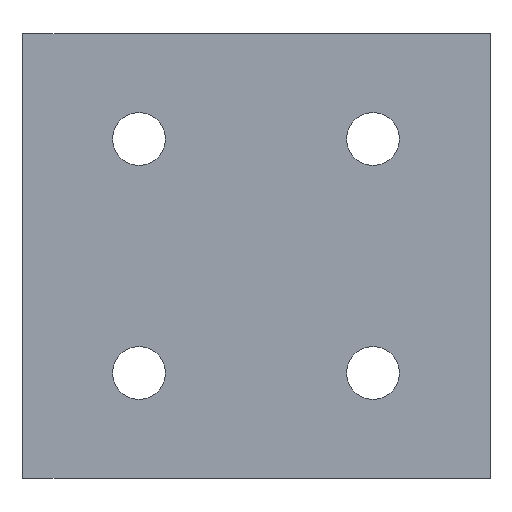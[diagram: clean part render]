
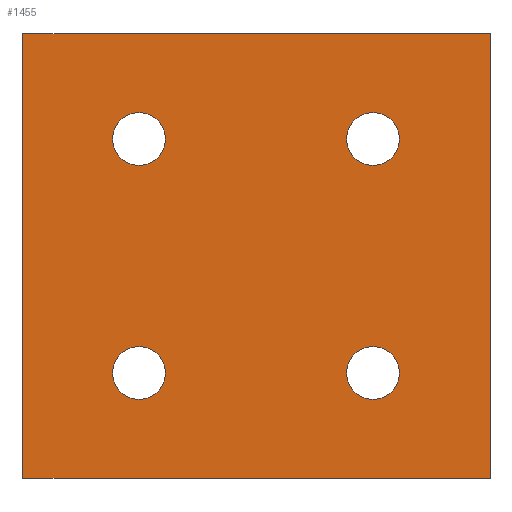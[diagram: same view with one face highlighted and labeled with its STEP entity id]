
A CAD part, front view. The second image highlights one B-rep face of the part: STEP entity #1455.
In plain terms, the highlighted planar face has unit normal (0, -1, 0).
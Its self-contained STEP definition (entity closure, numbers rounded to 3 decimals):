
#28 = ORIENTED_EDGE ( 'NONE', *, *, #621, .T. ) ;
#38 = ORIENTED_EDGE ( 'NONE', *, *, #812, .T. ) ;
#64 = CARTESIAN_POINT ( 'NONE',  ( 15.5, 0., 20. ) ) ;
#68 = DIRECTION ( 'NONE',  ( 1., 0., 0. ) ) ;
#101 = AXIS2_PLACEMENT_3D ( 'NONE', #1301, #335, #2023 ) ;
#182 = VERTEX_POINT ( 'NONE', #1503 ) ;
#200 = LINE ( 'NONE', #747, #382 ) ;
#205 = CIRCLE ( 'NONE', #837, 4.5 ) ;
#238 = DIRECTION ( 'NONE',  ( 0., 1., 0. ) ) ;
#273 = AXIS2_PLACEMENT_3D ( 'NONE', #1949, #238, #1467 ) ;
#282 = FACE_BOUND ( 'NONE', #2309, .T. ) ;
#287 = CARTESIAN_POINT ( 'NONE',  ( 80., 0., -38. ) ) ;
#297 = AXIS2_PLACEMENT_3D ( 'NONE', #3064, #3081, #808 ) ;
#335 = DIRECTION ( 'NONE',  ( 0., 1., 0. ) ) ;
#354 = CIRCLE ( 'NONE', #2764, 4.5 ) ;
#361 = DIRECTION ( 'NONE',  ( 0., 0., 1. ) ) ;
#368 = AXIS2_PLACEMENT_3D ( 'NONE', #1175, #929, #2892 ) ;
#382 = VECTOR ( 'NONE', #2195, 1000. ) ;
#470 = VERTEX_POINT ( 'NONE', #520 ) ;
#505 = EDGE_CURVE ( 'NONE', #689, #470, #738, .T. ) ;
#511 = VERTEX_POINT ( 'NONE', #64 ) ;
#520 = CARTESIAN_POINT ( 'NONE',  ( 64.5, 0., -20. ) ) ;
#556 = CARTESIAN_POINT ( 'NONE',  ( 24.5, 0., -20. ) ) ;
#582 = EDGE_CURVE ( 'NONE', #636, #1762, #205, .T. ) ;
#590 = FACE_OUTER_BOUND ( 'NONE', #1862, .T. ) ;
#599 = VECTOR ( 'NONE', #68, 1000. ) ;
#621 = EDGE_CURVE ( 'NONE', #511, #3006, #3143, .T. ) ;
#636 = VERTEX_POINT ( 'NONE', #1511 ) ;
#689 = VERTEX_POINT ( 'NONE', #2651 ) ;
#700 = CIRCLE ( 'NONE', #273, 4.5 ) ;
#728 = ORIENTED_EDGE ( 'NONE', *, *, #2194, .T. ) ;
#738 = CIRCLE ( 'NONE', #101, 4.5 ) ;
#747 = CARTESIAN_POINT ( 'NONE',  ( 80., 0., 38. ) ) ;
#792 = DIRECTION ( 'NONE',  ( 0., 0., -1. ) ) ;
#808 = DIRECTION ( 'NONE',  ( 0., 0., 1. ) ) ;
#812 = EDGE_CURVE ( 'NONE', #1762, #636, #2907, .T. ) ;
#818 = VERTEX_POINT ( 'NONE', #831 ) ;
#831 = CARTESIAN_POINT ( 'NONE',  ( 80., 0., 38. ) ) ;
#837 = AXIS2_PLACEMENT_3D ( 'NONE', #3144, #1690, #1936 ) ;
#877 = CARTESIAN_POINT ( 'NONE',  ( 0., 0., 38. ) ) ;
#929 = DIRECTION ( 'NONE',  ( 0., 1., 0. ) ) ;
#983 = CARTESIAN_POINT ( 'NONE',  ( 20., 0., -20. ) ) ;
#995 = EDGE_LOOP ( 'NONE', ( #1749, #1080 ) ) ;
#1019 = CARTESIAN_POINT ( 'NONE',  ( 64.5, 0., 20. ) ) ;
#1032 = ORIENTED_EDGE ( 'NONE', *, *, #582, .T. ) ;
#1076 = VECTOR ( 'NONE', #792, 1000. ) ;
#1080 = ORIENTED_EDGE ( 'NONE', *, *, #2287, .T. ) ;
#1095 = DIRECTION ( 'NONE',  ( 1., 0., 0. ) ) ;
#1112 = VERTEX_POINT ( 'NONE', #287 ) ;
#1145 = EDGE_CURVE ( 'NONE', #3006, #511, #700, .T. ) ;
#1154 = CARTESIAN_POINT ( 'NONE',  ( 24.5, 0., 20. ) ) ;
#1175 = CARTESIAN_POINT ( 'NONE',  ( 20., 0., 20. ) ) ;
#1176 = DIRECTION ( 'NONE',  ( 1., 0., 0. ) ) ;
#1210 = AXIS2_PLACEMENT_3D ( 'NONE', #2803, #1504, #3039 ) ;
#1223 = EDGE_CURVE ( 'NONE', #818, #1112, #200, .T. ) ;
#1273 = DIRECTION ( 'NONE',  ( 0., 1., 0. ) ) ;
#1274 = CARTESIAN_POINT ( 'NONE',  ( 0., 0., 38. ) ) ;
#1301 = CARTESIAN_POINT ( 'NONE',  ( 60., 0., -20. ) ) ;
#1355 = AXIS2_PLACEMENT_3D ( 'NONE', #3023, #1273, #1095 ) ;
#1398 = VERTEX_POINT ( 'NONE', #556 ) ;
#1417 = EDGE_CURVE ( 'NONE', #2915, #818, #2763, .T. ) ;
#1436 = EDGE_CURVE ( 'NONE', #2540, #1398, #2440, .T. ) ;
#1455 = ADVANCED_FACE ( 'NONE', ( #282, #2042, #2075, #2027, #590 ), #3008, .F. ) ;
#1467 = DIRECTION ( 'NONE',  ( 0., 0., 1. ) ) ;
#1503 = CARTESIAN_POINT ( 'NONE',  ( 0., 0., -38. ) ) ;
#1504 = DIRECTION ( 'NONE',  ( 0., 1., 0. ) ) ;
#1511 = CARTESIAN_POINT ( 'NONE',  ( 55.5, 0., 20. ) ) ;
#1616 = ORIENTED_EDGE ( 'NONE', *, *, #2029, .T. ) ;
#1659 = AXIS2_PLACEMENT_3D ( 'NONE', #3076, #1769, #361 ) ;
#1679 = CIRCLE ( 'NONE', #297, 4.5 ) ;
#1690 = DIRECTION ( 'NONE',  ( 0., 1., 0. ) ) ;
#1730 = DIRECTION ( 'NONE',  ( 0., 0., 1. ) ) ;
#1749 = ORIENTED_EDGE ( 'NONE', *, *, #505, .T. ) ;
#1762 = VERTEX_POINT ( 'NONE', #1019 ) ;
#1769 = DIRECTION ( 'NONE',  ( 0., 1., 0. ) ) ;
#1862 = EDGE_LOOP ( 'NONE', ( #2188, #2835, #2942, #728 ) ) ;
#1936 = DIRECTION ( 'NONE',  ( 0., 0., 1. ) ) ;
#1938 = ORIENTED_EDGE ( 'NONE', *, *, #1145, .T. ) ;
#1940 = VECTOR ( 'NONE', #1176, 1000. ) ;
#1949 = CARTESIAN_POINT ( 'NONE',  ( 20., 0., 20. ) ) ;
#2023 = DIRECTION ( 'NONE',  ( 0., 0., 1. ) ) ;
#2027 = FACE_BOUND ( 'NONE', #995, .T. ) ;
#2029 = EDGE_CURVE ( 'NONE', #1398, #2540, #354, .T. ) ;
#2042 = FACE_BOUND ( 'NONE', #2546, .T. ) ;
#2075 = FACE_BOUND ( 'NONE', #2561, .T. ) ;
#2188 = ORIENTED_EDGE ( 'NONE', *, *, #2367, .T. ) ;
#2194 = EDGE_CURVE ( 'NONE', #2915, #182, #2528, .T. ) ;
#2195 = DIRECTION ( 'NONE',  ( 0., 0., -1. ) ) ;
#2287 = EDGE_CURVE ( 'NONE', #470, #689, #1679, .T. ) ;
#2309 = EDGE_LOOP ( 'NONE', ( #2632, #1616 ) ) ;
#2367 = EDGE_CURVE ( 'NONE', #182, #1112, #2631, .T. ) ;
#2440 = CIRCLE ( 'NONE', #1210, 4.5 ) ;
#2528 = LINE ( 'NONE', #1274, #1076 ) ;
#2540 = VERTEX_POINT ( 'NONE', #2663 ) ;
#2546 = EDGE_LOOP ( 'NONE', ( #28, #1938 ) ) ;
#2561 = EDGE_LOOP ( 'NONE', ( #1032, #38 ) ) ;
#2631 = LINE ( 'NONE', #3117, #1940 ) ;
#2632 = ORIENTED_EDGE ( 'NONE', *, *, #1436, .T. ) ;
#2651 = CARTESIAN_POINT ( 'NONE',  ( 55.5, 0., -20. ) ) ;
#2663 = CARTESIAN_POINT ( 'NONE',  ( 15.5, 0., -20. ) ) ;
#2688 = DIRECTION ( 'NONE',  ( 0., 1., 0. ) ) ;
#2746 = CARTESIAN_POINT ( 'NONE',  ( 0., 0., 38. ) ) ;
#2763 = LINE ( 'NONE', #2746, #599 ) ;
#2764 = AXIS2_PLACEMENT_3D ( 'NONE', #983, #2688, #1730 ) ;
#2803 = CARTESIAN_POINT ( 'NONE',  ( 20., 0., -20. ) ) ;
#2835 = ORIENTED_EDGE ( 'NONE', *, *, #1223, .F. ) ;
#2892 = DIRECTION ( 'NONE',  ( 0., 0., 1. ) ) ;
#2907 = CIRCLE ( 'NONE', #1659, 4.5 ) ;
#2915 = VERTEX_POINT ( 'NONE', #877 ) ;
#2942 = ORIENTED_EDGE ( 'NONE', *, *, #1417, .F. ) ;
#3006 = VERTEX_POINT ( 'NONE', #1154 ) ;
#3008 = PLANE ( 'NONE',  #1355 ) ;
#3023 = CARTESIAN_POINT ( 'NONE',  ( 0., 0., 38. ) ) ;
#3039 = DIRECTION ( 'NONE',  ( 0., 0., 1. ) ) ;
#3064 = CARTESIAN_POINT ( 'NONE',  ( 60., 0., -20. ) ) ;
#3076 = CARTESIAN_POINT ( 'NONE',  ( 60., 0., 20. ) ) ;
#3081 = DIRECTION ( 'NONE',  ( 0., 1., 0. ) ) ;
#3117 = CARTESIAN_POINT ( 'NONE',  ( 0., 0., -38. ) ) ;
#3143 = CIRCLE ( 'NONE', #368, 4.5 ) ;
#3144 = CARTESIAN_POINT ( 'NONE',  ( 60., 0., 20. ) ) ;
